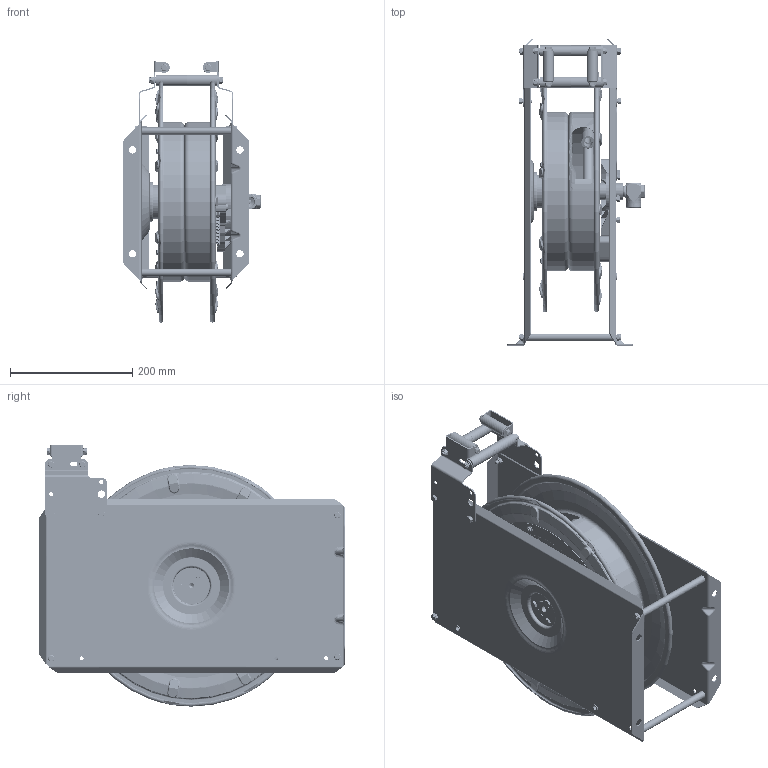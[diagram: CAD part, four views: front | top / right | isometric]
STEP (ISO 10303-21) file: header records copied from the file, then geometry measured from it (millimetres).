
FILE_DESCRIPTION (( 'STEP AP203' ), '1' );
FILE_NAME ('V10710002RM ST1410.STEP', '2023-09-04T12:02:25', ( '' ), ( '' ), 'SwSTEP 2.0', 'SolidWorks 2023', '' );
FILE_SCHEMA (( 'CONFIG_CONTROL_DESIGN' ));
Length unit declared in the file: millimetre
Products named in the file (50): B107100242KU_Rollenhalter,li; Lagerbolzen_Sperrklinke_Ku; Trommelseite links ST14; E10710020_Distanzhuelse_10x1x51_VA; E10700013KU_Lagerbuchse_links_kpl_mit_Lagerschale; E10710079_Rohrbogen 3-8+1-2 VA; B10710020201 Ständer links ST20_Magnetbremse Bohrungen; E10450027_6kt-Mutter_M6-VA-DIN985; Ständer rechts kpl; E10710273_Zahnsegment Ku; E107100182KU_Rollenachse_ST20_Ku_Ø10x102; Sperrklinkenhalter_cp; E10700127_Gleitlager-Buchse _PSM-2832-15; E10710021_6kt-Schraube M6x60-VA-DIN 931-ISO 4014_ISO 4014 - M6 x 60 x 60-N; E10710078KU_Achse_ST1410+ST2010_Ku_VA; B10710017201 Ständer rechts ST20; B10710045_Deckel; plain washer grade a_din_Washer DIN 125 - A 6.4; Halter_Triebfeder; E10710286_Gleitlager-Buchse _iglidurP_PSM-2023-15; Rohrbogen_STxx_10-kpl; Triebfederhaken_außen; B107100232KU_Rollenhalter,re; E10700012_Lagerbuche_re_kpl_mit_Lagerschale Ø28; Schlaucheinlauffenster ST1420 Ku; E107100162-KU_Distanzstab_ST20_Ku_Ø12x146; B10710078KU Achse, kpl., ST2010e; E10700150-1 Muffe G3-8_V4A_500bar; E10700015-1_Triebfeder_Teil1; E10710272_Sperrklinke PA; Trommelseitenteil rechts ST14 kpl; B10700008E_Federabdeckung; E10700015-1_Triebfeder_Teil3; Ständer links mit Federkern; V10710002RM ST1410; Trommel ST1410e+12e; E10700092_6kt-Schraube M6x16-VA-DIN 933-ISO 4017_DIN EN 24018 - M6 x 16-WN; E10700133-KU_Lagerschale_links_55x45,6; E10700010 Sicherungssring_DIN 471 - 10 x 1-VA; E10700134-V2A_Lagerschale_rechts Ø60-Ø32x15 ...
Assembly tree (105 placements, depth 6):
  V10710002RM ST1410
    Trommel ST1410e+12e
      Trommelseitenteil rechts ST14 kpl
        Trommelseite rechts ST14
        B10710078KU Achse, kpl., ST2010e
          E10710078KU_Achse_ST1410+ST2010_Ku_VA
          Rohrbogen_STxx_10-kpl
            E10710079_Rohrbogen 3-8+1-2 VA
            E10700150-1 Muffe G3-8_V4A_500bar
        E10700012_Lagerbuche_re_kpl_mit_Lagerschale Ø28
          E10700134-V2A_Lagerschale_rechts Ø60-Ø32x15
          E10700127_Gleitlager-Buchse _PSM-2832-15
        Lagerbolzen_Sperrklinke_Ku
        E10710272_Sperrklinke PA
        Sperrklinkenhalter_cp
        E10700010 Sicherungssring_DIN 471 - 10 x 1-VA
        E10710149_Zugfeder
      Trommelseitenteil links ST14 kpl
        Trommelseite links ST14
        B10700008E_Federabdeckung
        E10700015-1_Triebfeder_7,5 m
          E10700015-1_Triebfeder_Teil1
          E10700015-1_Triebfeder_Teil2
          E10700015-1_Triebfeder_Teil3
          Triebfederhaken_außen
        Halter_Triebfeder
        E10710025_Linsenschraube mit Innen-6kt ISO 7380-1_M5 x 8 mm, V2A  x5
        E10710191_Sperrzahnmutter Tensilock M5  x5
    Ständer links mit Federkern
      B10710020201 Ständer links ST20_Magnetbremse Bohrungen
      E10700013KU_Lagerbuchse_links_kpl_mit_Lagerschale
        E10700133-KU_Lagerschale_links_55x45,6
        E10710286_Gleitlager-Buchse _iglidurP_PSM-2023-15
      E10700146-2_Blindnietmutter M6_VA  x3
    Ständer rechts kpl
      B10710017201 Ständer rechts ST20
      E10710273_Zahnsegment Ku
      E10450027_6kt-Mutter_M6-VA-DIN985  x2
      E10700012_Lagerbuche_re_kpl_mit_Lagerschale Ø28
        E10700134-V2A_Lagerschale_rechts Ø60-Ø32x15
        E10700127_Gleitlager-Buchse _PSM-2832-15
    E107100162-KU_Distanzstab_ST20_Ku_Ø12x146  x3
    E10710272_Sperrklinke PA
    Schlaucheinlauffenster ST1420 Ku
      B107100242KU_Rollenhalter,li
      E10710021_6kt-Schraube M6x60-VA-DIN 931-ISO 4014_ISO 4014 - M6 x 60 x 60-N  x2
      E1071000621KU_Führungsrolle 18x50  x6
      B107100232KU_Rollenhalter,re
      E107100182KU_Rollenachse_ST20_Ku_Ø10x102  x2
      E10710020_Distanzhuelse_10x1x51_VA  x2
      plain washer grade a_din_Washer DIN 125 - A 6.4  x2
      E10450027_6kt-Mutter_M6-VA-DIN985  x6
    E10700146-2_Blindnietmutter M6_VA  x6
    E10450027_6kt-Mutter_M6-VA-DIN985  x8
    E10700092_6kt-Schraube M6x16-VA-DIN 933-ISO 4017_DIN EN 24018 - M6 x 16-WN  x13
    B10710045_Deckel
    200320500-G3-8 AG-IG
Bounding box: 225.2 x 501.99 x 427.43 mm (x, y, z)
Volume: 1756941.3 mm3; surface area: 1972408.1 mm2
Topology: 95 solids, 95 shells, 4905 faces, 11499 edges, 6899 vertices
Faces by surface type: cylinder 1805, plane 1396, cone 642, torus 466, bspline 403, sphere 193
Entity records: 147574 total; most frequent: CARTESIAN_POINT 64880, DIRECTION 16010, ORIENTED_EDGE 15996, EDGE_CURVE 7998, AXIS2_PLACEMENT_3D 6650, VERTEX_POINT 4852, EDGE_LOOP 3680, CIRCLE 3583
